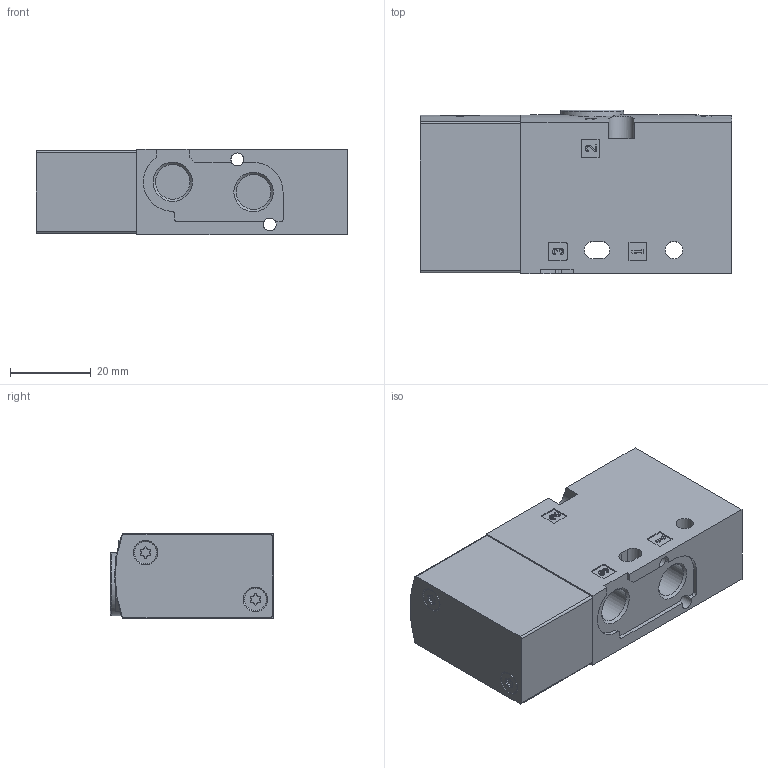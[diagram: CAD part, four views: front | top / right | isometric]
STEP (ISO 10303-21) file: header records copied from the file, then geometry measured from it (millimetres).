
FILE_DESCRIPTION(/* description */ ('STEP AP214'),/* implementation_level */ '2;1');
FILE_NAME(/* name */ '575673_VUWS-L20-M32U-E-G18',/* time_stamp */ '2024-09-17T22:17:13+02:00',/* author */ ('License CC BY-ND 4.0'),/* organization */ ('CADENAS'),/* preprocessor_version */ 'ST-DEVELOPER v19.3',/* originating_system */ 'PARTsolutions',/* authorisation */ ' ');
FILE_SCHEMA (('FEATURE_BASED_PROCESS_PLANNING','MODEL_BASED_INTEGRATED_MANUFACTURING_SCHEMA','AP242_MANAGED_MODEL_BASED_3D_ENGINEERING_MIM_LF { 1 0 10303 442 3 1 4 }','AUTOMOTIVE_DESIGN {1 0 10303 214 3 1 1}'));
Length unit declared in the file: millimetre
Products named in the file (4): 575673 VUWS-L20-M32U-E-G18; 2075659 VUWS-L20-M32-E-G18 HOUSING---(H---0_-); 8173295 VUVS-L20-G-COVER53---(C---G); 1537853 F-M3x35-10.9
Assembly tree (4 placements, depth 2):
  575673 VUWS-L20-M32U-E-G18
    2075659 VUWS-L20-M32-E-G18 HOUSING---(H---0_-)
    8173295 VUVS-L20-G-COVER53---(C---G)
    1537853 F-M3x35-10.9  x2
Bounding box: 76.95 x 40.4 x 21.1 mm (x, y, z)
Volume: 57424.6 mm3; surface area: 16334.4 mm2
Topology: 4 solids, 4 shells, 283 faces, 740 edges, 483 vertices
Faces by surface type: plane 141, cylinder 113, cone 26, torus 3
Full cylindrical faces by diameter (mm): 2 x4, 2.459 x2, 2.6 x2, 3 x2, 3.2 x2, 3.35 x2, 4.134 x2, 4.3 x1, 5.5 x2, 8.566 x3, 15.6 x1
Entity records: 7918 total; most frequent: CARTESIAN_POINT 1403, DIRECTION 1367, ORIENTED_EDGE 1256, EDGE_CURVE 628, AXIS2_PLACEMENT_3D 486, VERTEX_POINT 442, LINE 395, VECTOR 395
